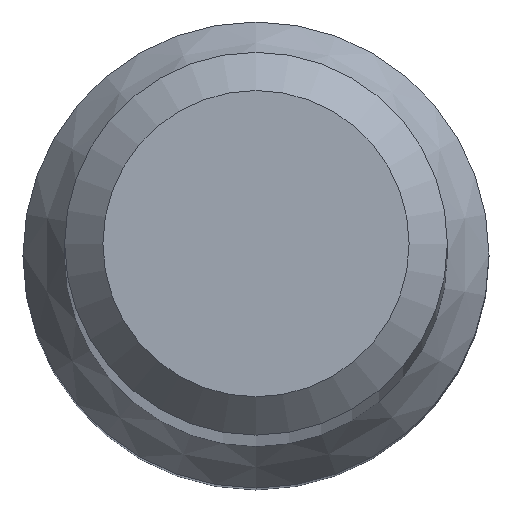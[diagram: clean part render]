
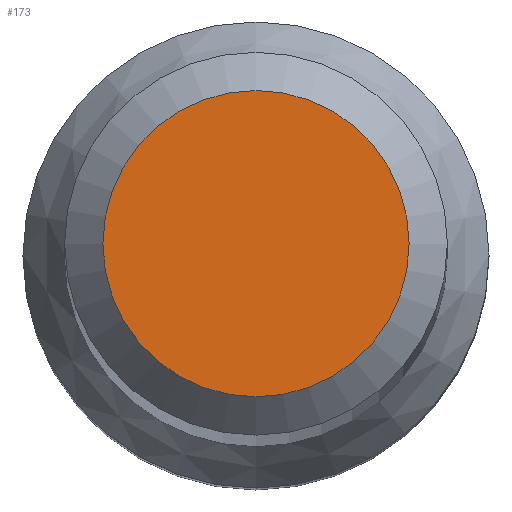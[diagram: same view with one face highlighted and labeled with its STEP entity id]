
A CAD part, top view. The second image highlights one B-rep face of the part: STEP entity #173.
In plain terms, the highlighted planar face has unit normal (0, 0, 1).
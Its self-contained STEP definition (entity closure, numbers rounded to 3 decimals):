
#2 = PLANE ( 'NONE',  #178 ) ;
#11 = CIRCLE ( 'NONE', #39, 1.6 ) ;
#12 = VERTEX_POINT ( 'NONE', #26 ) ;
#26 = CARTESIAN_POINT ( 'NONE',  ( 0., 1.6, 80. ) ) ;
#39 = AXIS2_PLACEMENT_3D ( 'NONE', #143, #81, #185 ) ;
#62 = CARTESIAN_POINT ( 'NONE',  ( 0., 0., 80. ) ) ;
#81 = DIRECTION ( 'NONE',  ( 0., 0., -1. ) ) ;
#93 = ORIENTED_EDGE ( 'NONE', *, *, #109, .F. ) ;
#109 = EDGE_CURVE ( 'NONE', #12, #12, #11, .T. ) ;
#143 = CARTESIAN_POINT ( 'NONE',  ( 0., 0., 80. ) ) ;
#154 = EDGE_LOOP ( 'NONE', ( #93 ) ) ;
#164 = DIRECTION ( 'NONE',  ( 0., 0., -1. ) ) ;
#173 = ADVANCED_FACE ( 'NONE', ( #193 ), #2, .F. ) ;
#178 = AXIS2_PLACEMENT_3D ( 'NONE', #62, #164, #183 ) ;
#183 = DIRECTION ( 'NONE',  ( 0., 1., 0. ) ) ;
#185 = DIRECTION ( 'NONE',  ( 0., 1., 0. ) ) ;
#193 = FACE_OUTER_BOUND ( 'NONE', #154, .T. ) ;
